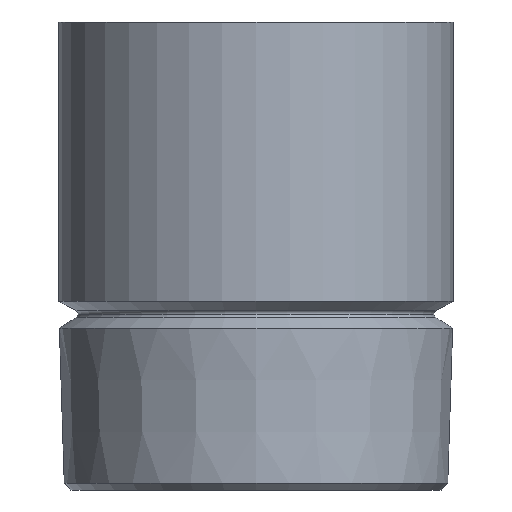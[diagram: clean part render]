
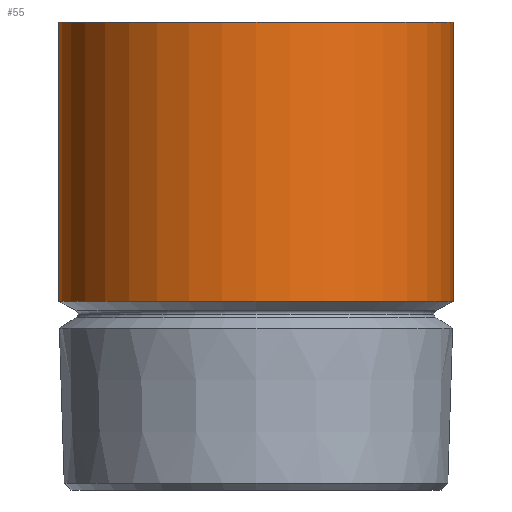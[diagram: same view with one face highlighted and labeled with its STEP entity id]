
A CAD part, front view. The second image highlights one B-rep face of the part: STEP entity #55.
In plain terms, the highlighted cylindrical face has radius 16.85 mm (diameter 33.7 mm), a partial arc.
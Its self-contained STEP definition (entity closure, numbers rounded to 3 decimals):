
#41 = ORIENTED_EDGE ( 'NONE', *, *, #134, .F. ) ;
#55 = ADVANCED_FACE ( 'NONE', ( #241 ), #239, .T. ) ;
#56 = EDGE_LOOP ( 'NONE', ( #57, #41, #135, #136 ) ) ;
#57 = ORIENTED_EDGE ( 'NONE', *, *, #133, .F. ) ;
#79 = EDGE_CURVE ( 'NONE', #90, #130, #303, .T. ) ;
#90 = VERTEX_POINT ( 'NONE', #355 ) ;
#99 = VERTEX_POINT ( 'NONE', #323 ) ;
#127 = VERTEX_POINT ( 'NONE', #387 ) ;
#130 = VERTEX_POINT ( 'NONE', #402 ) ;
#133 = EDGE_CURVE ( 'NONE', #99, #127, #401, .T. ) ;
#134 = EDGE_CURVE ( 'NONE', #90, #99, #374, .T. ) ;
#135 = ORIENTED_EDGE ( 'NONE', *, *, #79, .T. ) ;
#136 = ORIENTED_EDGE ( 'NONE', *, *, #191, .F. ) ;
#191 = EDGE_CURVE ( 'NONE', #127, #130, #532, .T. ) ;
#235 = DIRECTION ( 'NONE',  ( 1., 0., 0. ) ) ;
#236 = DIRECTION ( 'NONE',  ( 0., 0., 1. ) ) ;
#237 = CARTESIAN_POINT ( 'NONE',  ( 0., 0., 0. ) ) ;
#238 = AXIS2_PLACEMENT_3D ( 'NONE', #237, #236, #235 ) ;
#239 = CYLINDRICAL_SURFACE ( 'NONE', #238, 16.85 ) ;
#241 = FACE_OUTER_BOUND ( 'NONE', #56, .T. ) ;
#303 = LINE ( 'NONE', #361, #360 ) ;
#323 = CARTESIAN_POINT ( 'NONE',  ( -16.85, 0., -23.86 ) ) ;
#355 = CARTESIAN_POINT ( 'NONE',  ( 16.85, 0., -23.86 ) ) ;
#359 = DIRECTION ( 'NONE',  ( 0., 0., 1. ) ) ;
#360 = VECTOR ( 'NONE', #359, 1000. ) ;
#361 = CARTESIAN_POINT ( 'NONE',  ( 16.85, 0., 0. ) ) ;
#370 = DIRECTION ( 'NONE',  ( 1., 0., 0. ) ) ;
#371 = DIRECTION ( 'NONE',  ( 0., 0., -1. ) ) ;
#372 = CARTESIAN_POINT ( 'NONE',  ( 0., 0., -23.86 ) ) ;
#373 = AXIS2_PLACEMENT_3D ( 'NONE', #372, #371, #370 ) ;
#374 = CIRCLE ( 'NONE', #373, 16.85 ) ;
#387 = CARTESIAN_POINT ( 'NONE',  ( -16.85, 0., 0. ) ) ;
#401 = LINE ( 'NONE', #409, #408 ) ;
#402 = CARTESIAN_POINT ( 'NONE',  ( 16.85, 0., 0. ) ) ;
#407 = DIRECTION ( 'NONE',  ( 0., 0., 1. ) ) ;
#408 = VECTOR ( 'NONE', #407, 1000. ) ;
#409 = CARTESIAN_POINT ( 'NONE',  ( -16.85, 0., 0. ) ) ;
#525 = DIRECTION ( 'NONE',  ( 1., 0., 0. ) ) ;
#526 = DIRECTION ( 'NONE',  ( 0., 0., 1. ) ) ;
#527 = CARTESIAN_POINT ( 'NONE',  ( 0., 0., 0. ) ) ;
#528 = AXIS2_PLACEMENT_3D ( 'NONE', #527, #526, #525 ) ;
#532 = CIRCLE ( 'NONE', #528, 16.85 ) ;
